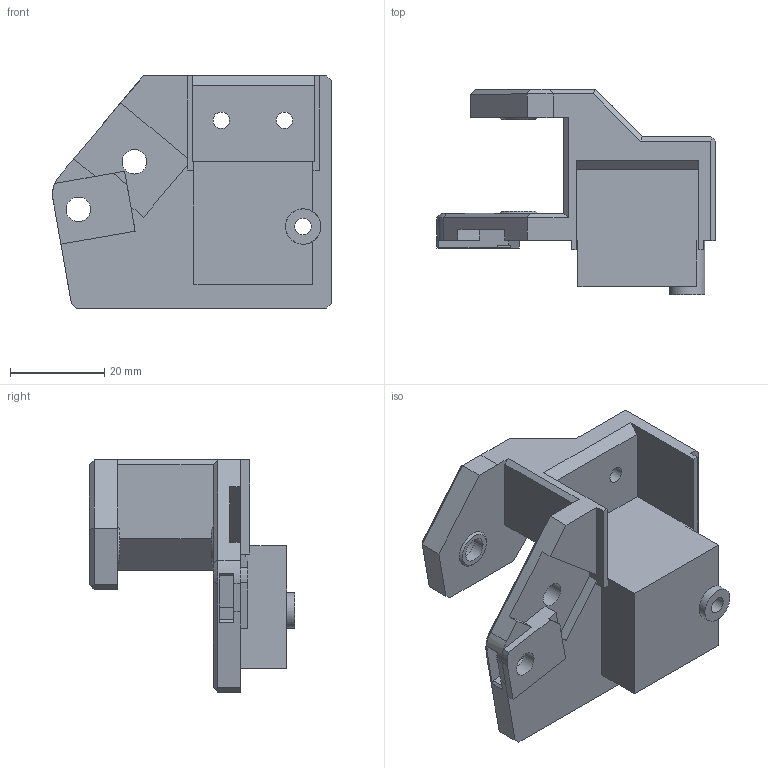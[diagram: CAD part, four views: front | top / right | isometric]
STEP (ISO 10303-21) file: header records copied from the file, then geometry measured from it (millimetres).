
FILE_DESCRIPTION(/* description */ (''),/* implementation_level */ '2;1');
FILE_NAME(/* name */ 'Left XY Bottom.step',/* time_stamp */ '2022-11-07T12:55:32-06:00',/* author */ (''),/* organization */ (''),/* preprocessor_version */ 'ST-DEVELOPER v19.2',/* originating_system */ 'Autodesk Translation Framework v11.17.0.187',/* authorisation */ '');
FILE_SCHEMA (('AUTOMOTIVE_DESIGN { 1 0 10303 214 3 1 1 }'));
Length unit declared in the file: millimetre
Products named in the file (1): FusionComponent
Bounding box: 59.14 x 43.52 x 49.25 mm (x, y, z)
Volume: 29629.9 mm3; surface area: 12689 mm2
Topology: 1 solids, 1 shells, 117 faces, 317 edges, 207 vertices
Faces by surface type: plane 98, cylinder 14, cone 4, bspline 1
Full cylindrical faces by diameter (mm): 3.5 x3, 5.2 x4, 7.5 x4, 8.75 x1
Entity records: 3792 total; most frequent: CARTESIAN_POINT 747, ORIENTED_EDGE 636, DIRECTION 586, EDGE_CURVE 318, LINE 274, VECTOR 274, VERTEX_POINT 207, AXIS2_PLACEMENT_3D 156
